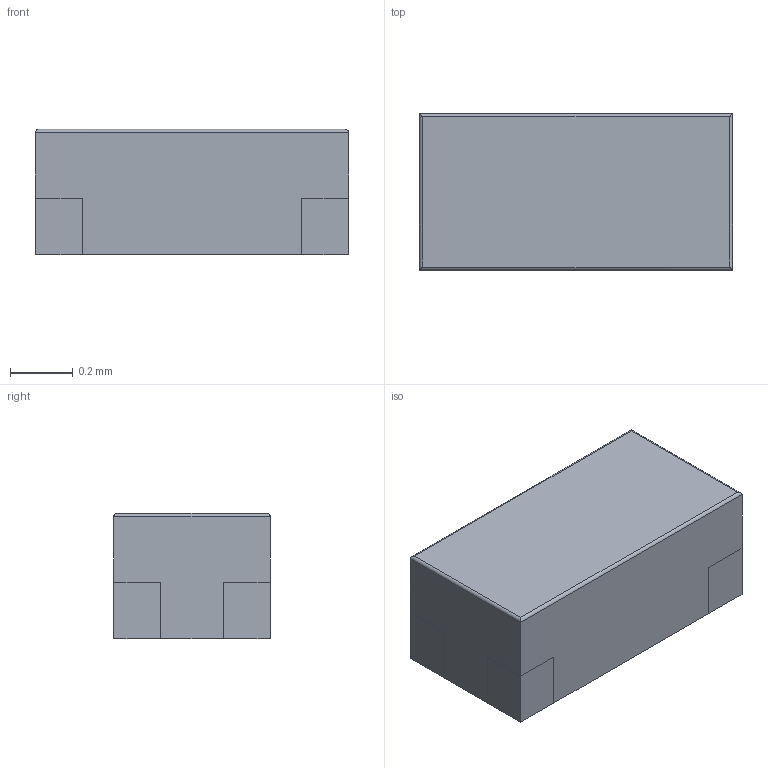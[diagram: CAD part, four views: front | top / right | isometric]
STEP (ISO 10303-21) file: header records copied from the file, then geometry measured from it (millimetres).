
FILE_DESCRIPTION (( 'STEP AP214' ), '1' );
FILE_NAME ('5988A10107F.STEP', '2024-03-02T12:49:00', ( '' ), ( '' ), 'SwSTEP 2.0', 'SolidWorks 2022', '' );
FILE_SCHEMA (( 'AUTOMOTIVE_DESIGN' ));
Length unit declared in the file: millimetre
Products named in the file (1): 5988A10107F
Bounding box: 1 x 0.5 x 0.4 mm (x, y, z)
Volume: 0.2 mm3; surface area: 2.9 mm2
Topology: 6 solids, 6 shells, 57 faces, 128 edges, 84 vertices
Faces by surface type: plane 45, cylinder 12
Entity records: 2085 total; most frequent: CARTESIAN_POINT 282, ORIENTED_EDGE 256, DIRECTION 256, EDGE_CURVE 128, LINE 108, VECTOR 108, VERTEX_POINT 84, AXIS2_PLACEMENT_3D 74
